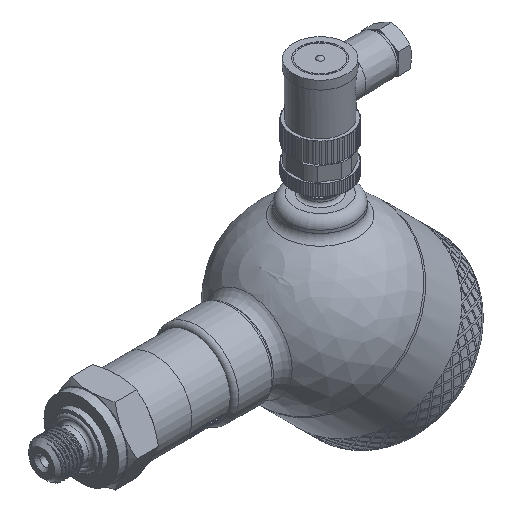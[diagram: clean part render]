
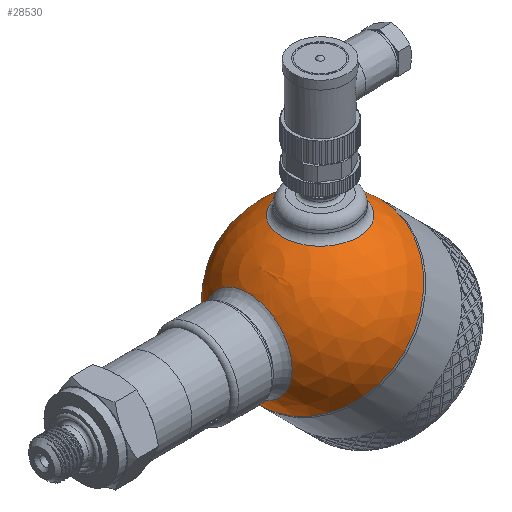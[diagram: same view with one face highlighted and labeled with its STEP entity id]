
A CAD part, isometric view. The second image highlights one B-rep face of the part: STEP entity #28530.
In plain terms, the highlighted spherical face has radius 30 mm.
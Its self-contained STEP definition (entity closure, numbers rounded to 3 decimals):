
#45=SPHERICAL_SURFACE('',#30275,30.);
#155=FACE_BOUND('',#3833,.T.);
#156=FACE_BOUND('',#3834,.T.);
#2010=FACE_OUTER_BOUND('',#3832,.T.);
#3832=EDGE_LOOP('',(#20401,#20402,#20403,#20404));
#3833=EDGE_LOOP('',(#20405));
#3834=EDGE_LOOP('',(#20406));
#5562=CIRCLE('',#30197,30.);
#5563=CIRCLE('',#30198,30.);
#5590=CIRCLE('',#30271,13.5);
#5593=CIRCLE('',#30276,30.);
#5594=CIRCLE('',#30277,15.643);
#11095=VERTEX_POINT('',#40045);
#11096=VERTEX_POINT('',#40047);
#11595=VERTEX_POINT('',#46434);
#11597=VERTEX_POINT('',#46441);
#11598=VERTEX_POINT('',#46443);
#14169=EDGE_CURVE('',#11095,#11096,#5562,.T.);
#14170=EDGE_CURVE('',#11096,#11095,#5563,.T.);
#14921=EDGE_CURVE('',#11595,#11595,#5590,.T.);
#14924=EDGE_CURVE('',#11096,#11597,#5593,.T.);
#14925=EDGE_CURVE('',#11598,#11598,#5594,.T.);
#20401=ORIENTED_EDGE('',*,*,#14170,.F.);
#20402=ORIENTED_EDGE('',*,*,#14924,.T.);
#20403=ORIENTED_EDGE('',*,*,#14924,.F.);
#20404=ORIENTED_EDGE('',*,*,#14169,.F.);
#20405=ORIENTED_EDGE('',*,*,#14925,.F.);
#20406=ORIENTED_EDGE('',*,*,#14921,.F.);
#28530=ADVANCED_FACE('',(#2010,#155,#156),#45,.T.);
#30197=AXIS2_PLACEMENT_3D('',#40048,#32078,#32079);
#30198=AXIS2_PLACEMENT_3D('',#40049,#32080,#32081);
#30271=AXIS2_PLACEMENT_3D('',#46435,#32490,#32491);
#30275=AXIS2_PLACEMENT_3D('',#46440,#32498,#32499);
#30276=AXIS2_PLACEMENT_3D('',#46442,#32500,#32501);
#30277=AXIS2_PLACEMENT_3D('',#46444,#32502,#32503);
#32078=DIRECTION('center_axis',(1.,0.,0.));
#32079=DIRECTION('ref_axis',(0.,1.,0.));
#32080=DIRECTION('center_axis',(1.,0.,0.));
#32081=DIRECTION('ref_axis',(0.,1.,0.));
#32490=DIRECTION('center_axis',(-0.707,0.,-0.707));
#32491=DIRECTION('ref_axis',(-0.707,0.,0.707));
#32498=DIRECTION('center_axis',(1.,0.,0.));
#32499=DIRECTION('ref_axis',(0.,-1.,0.));
#32500=DIRECTION('center_axis',(0.,0.,1.));
#32501=DIRECTION('ref_axis',(0.,1.,0.));
#32502=DIRECTION('center_axis',(-0.707,0.,0.707));
#32503=DIRECTION('ref_axis',(0.707,0.,0.707));
#40045=CARTESIAN_POINT('',(0.,-30.,0.));
#40047=CARTESIAN_POINT('',(0.,30.,0.));
#40048=CARTESIAN_POINT('Origin',(0.,0.,0.));
#40049=CARTESIAN_POINT('Origin',(0.,0.,0.));
#46434=CARTESIAN_POINT('',(-9.398,0.,-28.49));
#46435=CARTESIAN_POINT('Origin',(-18.944,0.,-18.944));
#46440=CARTESIAN_POINT('Origin',(0.,0.,0.));
#46441=CARTESIAN_POINT('',(-30.,0.,0.));
#46442=CARTESIAN_POINT('Origin',(0.,0.,0.));
#46443=CARTESIAN_POINT('',(-29.162,0.,7.04));
#46444=CARTESIAN_POINT('Origin',(-18.101,0.,18.101));
